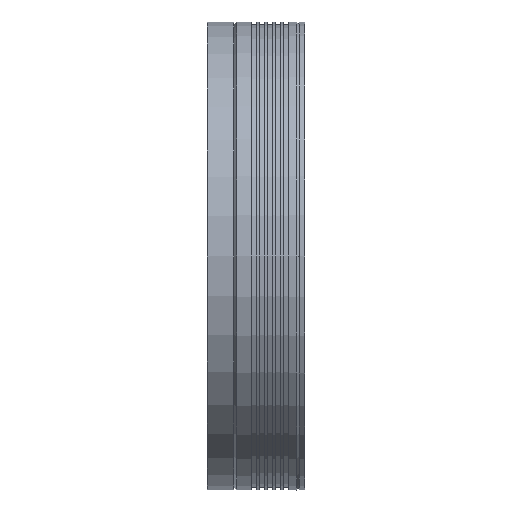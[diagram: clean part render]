
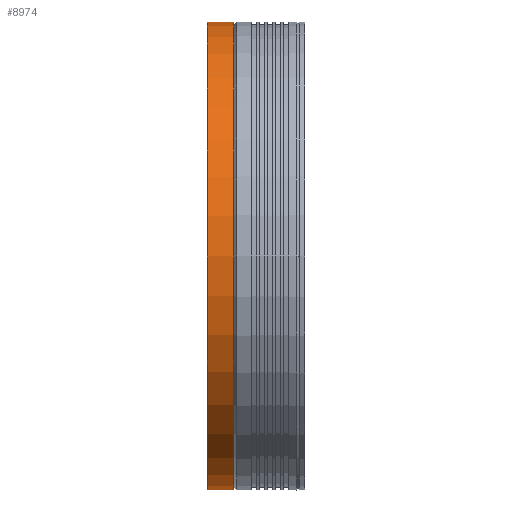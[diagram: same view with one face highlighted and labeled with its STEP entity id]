
A CAD part, left-side view. The second image highlights one B-rep face of the part: STEP entity #8974.
In plain terms, the highlighted cylindrical face has radius 87.5 mm (diameter 175 mm), a partial arc.
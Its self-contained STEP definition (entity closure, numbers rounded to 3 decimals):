
#4142 = FACE_OUTER_BOUND ( 'NONE', #10262, .T. ) ;
#4150 = CYLINDRICAL_SURFACE ( 'NONE', #4441, 87.5 ) ;
#4441 = AXIS2_PLACEMENT_3D ( 'NONE', #4658, #4647, #4666 ) ;
#4647 = DIRECTION ( 'NONE',  ( 0., 1., 0. ) ) ;
#4658 = CARTESIAN_POINT ( 'NONE',  ( -6.275, 5.109, 0. ) ) ;
#4666 = DIRECTION ( 'NONE',  ( 1., 0., 0. ) ) ;
#5972 = LINE ( 'NONE', #6799, #5974 ) ;
#5974 = VECTOR ( 'NONE', #6800, 1000. ) ;
#5980 = CIRCLE ( 'NONE', #7454, 87.5 ) ;
#5981 = CIRCLE ( 'NONE', #7455, 87.5 ) ;
#5982 = LINE ( 'NONE', #6817, #5984 ) ;
#5984 = VECTOR ( 'NONE', #6818, 1000. ) ;
#6799 = CARTESIAN_POINT ( 'NONE',  ( -7.275, 5.109, 87.494 ) ) ;
#6800 = DIRECTION ( 'NONE',  ( 0., 1., 0. ) ) ;
#6817 = CARTESIAN_POINT ( 'NONE',  ( -7.275, 5.109, -87.494 ) ) ;
#6818 = DIRECTION ( 'NONE',  ( 0., 1., 0. ) ) ;
#6819 = CARTESIAN_POINT ( 'NONE',  ( -6.275, 5.109, 0. ) ) ;
#6820 = DIRECTION ( 'NONE',  ( 0., 1., 0. ) ) ;
#6821 = DIRECTION ( 'NONE',  ( 1., 0., 0. ) ) ;
#6823 = CARTESIAN_POINT ( 'NONE',  ( -6.275, 15.109, 0. ) ) ;
#6824 = DIRECTION ( 'NONE',  ( 0., -1., 0. ) ) ;
#6825 = DIRECTION ( 'NONE',  ( 1., 0., 0. ) ) ;
#7371 = CARTESIAN_POINT ( 'NONE',  ( -7.275, 15.109, 87.494 ) ) ;
#7386 = CARTESIAN_POINT ( 'NONE',  ( -7.275, 5.109, 87.494 ) ) ;
#7389 = CARTESIAN_POINT ( 'NONE',  ( -7.275, 5.109, -87.494 ) ) ;
#7390 = CARTESIAN_POINT ( 'NONE',  ( -7.275, 15.109, -87.494 ) ) ;
#7454 = AXIS2_PLACEMENT_3D ( 'NONE', #6819, #6820, #6821 ) ;
#7455 = AXIS2_PLACEMENT_3D ( 'NONE', #6823, #6824, #6825 ) ;
#8974 = ADVANCED_FACE ( 'NONE', ( #4142 ), #4150, .T. ) ;
#10262 = EDGE_LOOP ( 'NONE', ( #10365, #10366, #10367, #10368 ) ) ;
#10365 = ORIENTED_EDGE ( 'NONE', *, *, #10396, .T. ) ;
#10366 = ORIENTED_EDGE ( 'NONE', *, *, #10391, .T. ) ;
#10367 = ORIENTED_EDGE ( 'NONE', *, *, #10397, .T. ) ;
#10368 = ORIENTED_EDGE ( 'NONE', *, *, #10398, .F. ) ;
#10391 = EDGE_CURVE ( 'NONE', #11179, #11164, #5972, .T. ) ;
#10396 = EDGE_CURVE ( 'NONE', #11182, #11179, #5980, .T. ) ;
#10397 = EDGE_CURVE ( 'NONE', #11164, #11183, #5981, .T. ) ;
#10398 = EDGE_CURVE ( 'NONE', #11182, #11183, #5982, .T. ) ;
#11164 = VERTEX_POINT ( 'NONE', #7371 ) ;
#11179 = VERTEX_POINT ( 'NONE', #7386 ) ;
#11182 = VERTEX_POINT ( 'NONE', #7389 ) ;
#11183 = VERTEX_POINT ( 'NONE', #7390 ) ;
